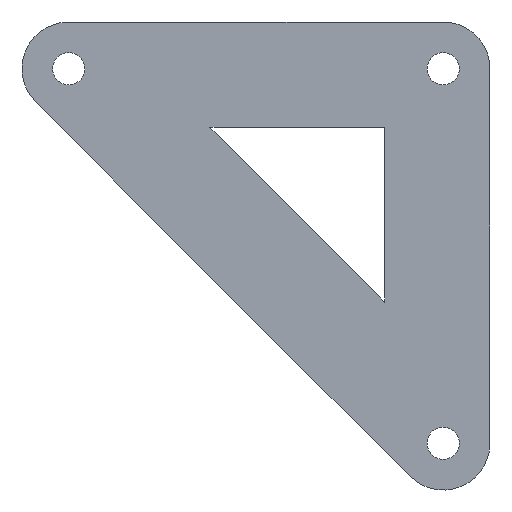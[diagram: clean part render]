
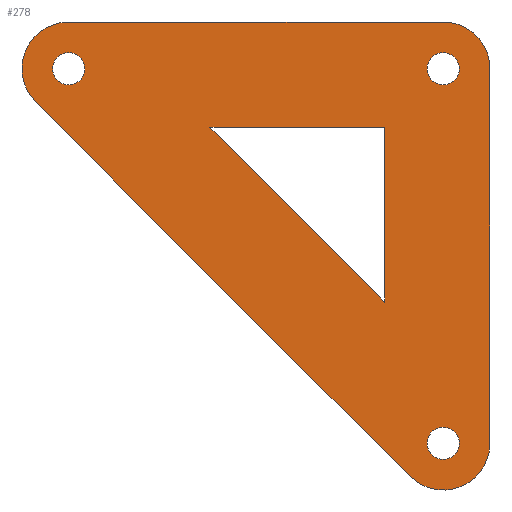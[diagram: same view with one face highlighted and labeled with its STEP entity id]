
A CAD part, front view. The second image highlights one B-rep face of the part: STEP entity #278.
In plain terms, the highlighted planar face has unit normal (0, -1, 0).
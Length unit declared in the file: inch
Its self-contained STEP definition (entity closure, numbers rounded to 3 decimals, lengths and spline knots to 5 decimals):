
#19=FACE_BOUND('',#63,.T.);
#20=FACE_BOUND('',#64,.T.);
#21=FACE_BOUND('',#65,.T.);
#22=FACE_BOUND('',#66,.T.);
#30=PLANE('',#326);
#44=FACE_OUTER_BOUND('',#62,.T.);
#62=EDGE_LOOP('',(#247,#248,#249,#250,#251,#252));
#63=EDGE_LOOP('',(#253,#254,#255));
#64=EDGE_LOOP('',(#256));
#65=EDGE_LOOP('',(#257));
#66=EDGE_LOOP('',(#258));
#70=LINE('',#427,#94);
#74=LINE('',#435,#98);
#77=LINE('',#440,#101);
#81=LINE('',#453,#105);
#85=LINE('',#465,#109);
#89=LINE('',#476,#113);
#94=VECTOR('',#352,0.3937);
#98=VECTOR('',#358,0.3937);
#101=VECTOR('',#363,0.3937);
#105=VECTOR('',#375,0.3937);
#109=VECTOR('',#387,0.3937);
#113=VECTOR('',#399,0.3937);
#116=CIRCLE('',#303,0.086);
#118=CIRCLE('',#306,0.086);
#120=CIRCLE('',#309,0.086);
#121=CIRCLE('',#314,0.25);
#123=CIRCLE('',#318,0.25);
#125=CIRCLE('',#322,0.25);
#128=VERTEX_POINT('',#409);
#130=VERTEX_POINT('',#415);
#132=VERTEX_POINT('',#421);
#133=VERTEX_POINT('',#425);
#134=VERTEX_POINT('',#426);
#137=VERTEX_POINT('',#434);
#139=VERTEX_POINT('',#443);
#140=VERTEX_POINT('',#444);
#143=VERTEX_POINT('',#452);
#145=VERTEX_POINT('',#458);
#147=VERTEX_POINT('',#464);
#149=VERTEX_POINT('',#470);
#153=EDGE_CURVE('',#128,#128,#116,.T.);
#156=EDGE_CURVE('',#130,#130,#118,.T.);
#159=EDGE_CURVE('',#132,#132,#120,.T.);
#160=EDGE_CURVE('',#133,#134,#70,.T.);
#164=EDGE_CURVE('',#137,#133,#74,.T.);
#167=EDGE_CURVE('',#134,#137,#77,.T.);
#169=EDGE_CURVE('',#139,#140,#121,.T.);
#173=EDGE_CURVE('',#143,#139,#81,.T.);
#176=EDGE_CURVE('',#145,#143,#123,.T.);
#179=EDGE_CURVE('',#147,#145,#85,.T.);
#182=EDGE_CURVE('',#149,#147,#125,.T.);
#185=EDGE_CURVE('',#140,#149,#89,.T.);
#247=ORIENTED_EDGE('',*,*,#185,.F.);
#248=ORIENTED_EDGE('',*,*,#169,.F.);
#249=ORIENTED_EDGE('',*,*,#173,.F.);
#250=ORIENTED_EDGE('',*,*,#176,.F.);
#251=ORIENTED_EDGE('',*,*,#179,.F.);
#252=ORIENTED_EDGE('',*,*,#182,.F.);
#253=ORIENTED_EDGE('',*,*,#167,.F.);
#254=ORIENTED_EDGE('',*,*,#160,.F.);
#255=ORIENTED_EDGE('',*,*,#164,.F.);
#256=ORIENTED_EDGE('',*,*,#159,.F.);
#257=ORIENTED_EDGE('',*,*,#156,.F.);
#258=ORIENTED_EDGE('',*,*,#153,.F.);
#278=ADVANCED_FACE('',(#44,#19,#20,#21,#22),#30,.F.);
#303=AXIS2_PLACEMENT_3D('',#411,#334,#335);
#306=AXIS2_PLACEMENT_3D('',#417,#341,#342);
#309=AXIS2_PLACEMENT_3D('',#423,#348,#349);
#314=AXIS2_PLACEMENT_3D('',#445,#367,#368);
#318=AXIS2_PLACEMENT_3D('',#459,#380,#381);
#322=AXIS2_PLACEMENT_3D('',#471,#392,#393);
#326=AXIS2_PLACEMENT_3D('',#479,#403,#404);
#334=DIRECTION('center_axis',(0.,-1.,0.));
#335=DIRECTION('ref_axis',(1.,0.,0.));
#341=DIRECTION('center_axis',(0.,-1.,0.));
#342=DIRECTION('ref_axis',(1.,0.,0.));
#348=DIRECTION('center_axis',(0.,-1.,0.));
#349=DIRECTION('ref_axis',(1.,0.,0.));
#352=DIRECTION('',(0.707,0.,-0.707));
#358=DIRECTION('',(-1.,0.,0.));
#363=DIRECTION('',(0.,0.,1.));
#367=DIRECTION('center_axis',(0.,1.,0.));
#368=DIRECTION('ref_axis',(0.,0.,1.));
#375=DIRECTION('',(1.,0.,0.));
#380=DIRECTION('center_axis',(0.,1.,0.));
#381=DIRECTION('ref_axis',(-0.707,0.,-0.707));
#387=DIRECTION('',(-0.707,0.,0.707));
#392=DIRECTION('center_axis',(0.,1.,0.));
#393=DIRECTION('ref_axis',(1.,0.,0.));
#399=DIRECTION('',(0.,0.,-1.));
#403=DIRECTION('center_axis',(0.,1.,0.));
#404=DIRECTION('ref_axis',(0.,0.,1.));
#409=CARTESIAN_POINT('',(-0.086,0.,0.));
#411=CARTESIAN_POINT('Origin',(0.,0.,0.));
#415=CARTESIAN_POINT('',(-0.086,0.,-2.));
#417=CARTESIAN_POINT('Origin',(0.,0.,-2.));
#421=CARTESIAN_POINT('',(-2.086,0.,0.));
#423=CARTESIAN_POINT('Origin',(-2.,0.,0.));
#425=CARTESIAN_POINT('',(-1.24556,0.,-0.3125));
#426=CARTESIAN_POINT('',(-0.3125,0.,-1.24556));
#427=CARTESIAN_POINT('',(-1.24556,0.,-0.3125));
#434=CARTESIAN_POINT('',(-0.3125,0.,-0.3125));
#435=CARTESIAN_POINT('',(-0.3125,0.,-0.3125));
#440=CARTESIAN_POINT('',(-0.3125,0.,-1.24556));
#443=CARTESIAN_POINT('',(0.,0.,0.25));
#444=CARTESIAN_POINT('',(0.25,0.,0.));
#445=CARTESIAN_POINT('Origin',(0.,0.,0.));
#452=CARTESIAN_POINT('',(-2.,0.,0.25));
#453=CARTESIAN_POINT('',(-2.,0.,0.25));
#458=CARTESIAN_POINT('',(-2.17678,0.,-0.17678));
#459=CARTESIAN_POINT('Origin',(-2.,0.,0.));
#464=CARTESIAN_POINT('',(-0.17678,0.,-2.17678));
#465=CARTESIAN_POINT('',(-0.17678,0.,-2.17678));
#470=CARTESIAN_POINT('',(0.25,0.,-2.));
#471=CARTESIAN_POINT('Origin',(0.,0.,-2.));
#476=CARTESIAN_POINT('',(0.25,0.,0.));
#479=CARTESIAN_POINT('Origin',(-1.,0.,-1.));
